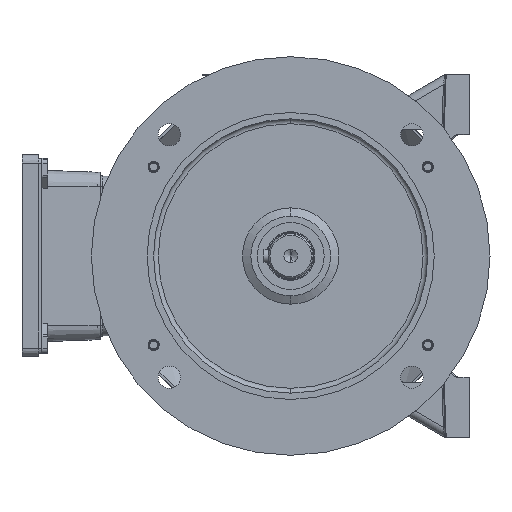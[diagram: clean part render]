
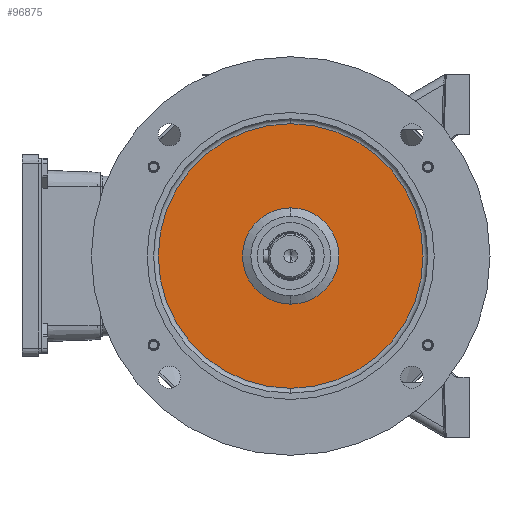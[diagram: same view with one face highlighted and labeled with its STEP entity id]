
A CAD part, left-side view. The second image highlights one B-rep face of the part: STEP entity #96875.
In plain terms, the highlighted planar face has unit normal (-1, 0, 0).
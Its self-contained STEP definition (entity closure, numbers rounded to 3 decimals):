
#3684 = EDGE_LOOP ( 'NONE', ( #30424, #24434 ) ) ;
#4521 = EDGE_CURVE ( 'NONE', #130082, #113509, #76126, .T. ) ;
#8397 = AXIS2_PLACEMENT_3D ( 'NONE', #114999, #73861, #24833 ) ;
#8419 = FACE_BOUND ( 'NONE', #128452, .T. ) ;
#15139 = ORIENTED_EDGE ( 'NONE', *, *, #103132, .F. ) ;
#22050 = CARTESIAN_POINT ( 'NONE',  ( 12., 0., -30.196 ) ) ;
#22848 = CARTESIAN_POINT ( 'NONE',  ( 12., 0., -83. ) ) ;
#24434 = ORIENTED_EDGE ( 'NONE', *, *, #130570, .T. ) ;
#24833 = DIRECTION ( 'NONE',  ( 0., 0., 1. ) ) ;
#29414 = DIRECTION ( 'NONE',  ( -1., 0., 0. ) ) ;
#30424 = ORIENTED_EDGE ( 'NONE', *, *, #64923, .T. ) ;
#35682 = DIRECTION ( 'NONE',  ( 0., 0., 1. ) ) ;
#37891 = AXIS2_PLACEMENT_3D ( 'NONE', #97709, #29414, #79730 ) ;
#38273 = CARTESIAN_POINT ( 'NONE',  ( 12., 0., 0. ) ) ;
#39526 = CARTESIAN_POINT ( 'NONE',  ( 12., 30.196, 0. ) ) ;
#42021 = CIRCLE ( 'NONE', #37891, 30.196 ) ;
#48190 = AXIS2_PLACEMENT_3D ( 'NONE', #39526, #93638, #123518 ) ;
#59409 = FACE_OUTER_BOUND ( 'NONE', #3684, .T. ) ;
#64923 = EDGE_CURVE ( 'NONE', #94422, #72260, #65827, .T. ) ;
#65827 = CIRCLE ( 'NONE', #120920, 83. ) ;
#72260 = VERTEX_POINT ( 'NONE', #22848 ) ;
#73861 = DIRECTION ( 'NONE',  ( -1., 0., 0. ) ) ;
#76126 = CIRCLE ( 'NONE', #8397, 30.196 ) ;
#79730 = DIRECTION ( 'NONE',  ( 0., 0., 1. ) ) ;
#88384 = CARTESIAN_POINT ( 'NONE',  ( 12., 0., 83. ) ) ;
#91198 = DIRECTION ( 'NONE',  ( -1., 0., 0. ) ) ;
#91847 = DIRECTION ( 'NONE',  ( 0., 0., 1. ) ) ;
#93638 = DIRECTION ( 'NONE',  ( 1., 0., 0. ) ) ;
#94422 = VERTEX_POINT ( 'NONE', #88384 ) ;
#96875 = ADVANCED_FACE ( 'NONE', ( #8419, #59409 ), #120411, .F. ) ;
#97709 = CARTESIAN_POINT ( 'NONE',  ( 12., 0., 0. ) ) ;
#100518 = CARTESIAN_POINT ( 'NONE',  ( 12., 0., 0. ) ) ;
#103132 = EDGE_CURVE ( 'NONE', #113509, #130082, #42021, .T. ) ;
#111719 = CIRCLE ( 'NONE', #120144, 83. ) ;
#112467 = CARTESIAN_POINT ( 'NONE',  ( 12., 0., 30.196 ) ) ;
#113509 = VERTEX_POINT ( 'NONE', #112467 ) ;
#114999 = CARTESIAN_POINT ( 'NONE',  ( 12., 0., 0. ) ) ;
#120144 = AXIS2_PLACEMENT_3D ( 'NONE', #38273, #126521, #35682 ) ;
#120411 = PLANE ( 'NONE',  #48190 ) ;
#120920 = AXIS2_PLACEMENT_3D ( 'NONE', #100518, #91198, #91847 ) ;
#123518 = DIRECTION ( 'NONE',  ( 0., 0., -1. ) ) ;
#124508 = ORIENTED_EDGE ( 'NONE', *, *, #4521, .F. ) ;
#126521 = DIRECTION ( 'NONE',  ( -1., 0., 0. ) ) ;
#128452 = EDGE_LOOP ( 'NONE', ( #124508, #15139 ) ) ;
#130082 = VERTEX_POINT ( 'NONE', #22050 ) ;
#130570 = EDGE_CURVE ( 'NONE', #72260, #94422, #111719, .T. ) ;
